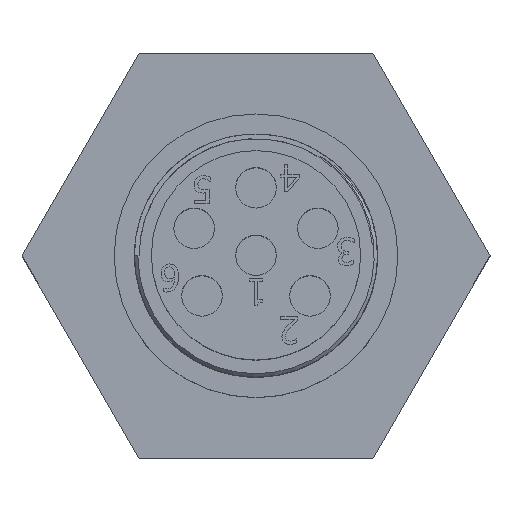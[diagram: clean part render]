
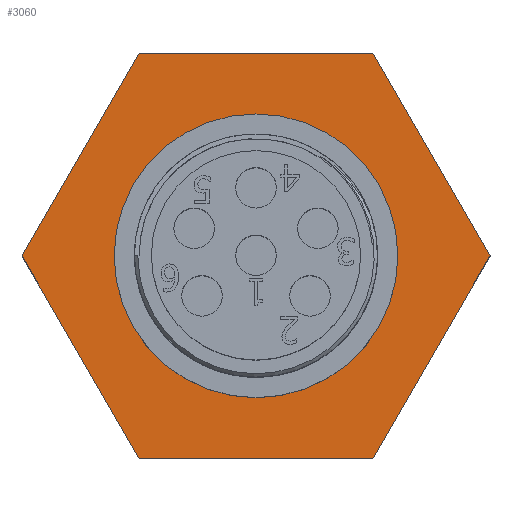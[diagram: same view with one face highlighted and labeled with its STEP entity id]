
A CAD part, top view. The second image highlights one B-rep face of the part: STEP entity #3060.
In plain terms, the highlighted planar face has unit normal (0, 0, 1).
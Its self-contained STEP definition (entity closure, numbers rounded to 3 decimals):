
#116=FACE_BOUND($,#638,.T.);
#157=CIRCLE($,#3208,10.5);
#244=PLANE($,#3211);
#416=FACE_OUTER_BOUND($,#637,.T.);
#637=EDGE_LOOP($,(#2807,#2808,#2809,#2810,#2811,#2812));
#638=EDGE_LOOP($,(#2813));
#859=LINE($,#7657,#1095);
#862=LINE($,#7663,#1098);
#865=LINE($,#7669,#1101);
#868=LINE($,#7675,#1104);
#872=LINE($,#7682,#1108);
#874=LINE($,#7685,#1110);
#1095=VECTOR($,#3600,17.321);
#1098=VECTOR($,#3605,17.321);
#1101=VECTOR($,#3610,17.321);
#1104=VECTOR($,#3615,17.321);
#1108=VECTOR($,#3621,17.321);
#1110=VECTOR($,#3625,17.321);
#1514=VERTEX_POINT($,#7654);
#1515=VERTEX_POINT($,#7656);
#1517=VERTEX_POINT($,#7662);
#1519=VERTEX_POINT($,#7668);
#1521=VERTEX_POINT($,#7674);
#1523=VERTEX_POINT($,#7680);
#1547=VERTEX_POINT($,#7765);
#1930=EDGE_CURVE($,#1515,#1514,#859,.T.);
#1933=EDGE_CURVE($,#1517,#1515,#862,.T.);
#1936=EDGE_CURVE($,#1519,#1517,#865,.T.);
#1939=EDGE_CURVE($,#1521,#1519,#868,.T.);
#1943=EDGE_CURVE($,#1514,#1523,#872,.T.);
#1945=EDGE_CURVE($,#1523,#1521,#874,.T.);
#1969=EDGE_CURVE($,#1547,#1547,#157,.T.);
#2807=ORIENTED_EDGE($,*,*,#1939,.T.);
#2808=ORIENTED_EDGE($,*,*,#1936,.T.);
#2809=ORIENTED_EDGE($,*,*,#1933,.T.);
#2810=ORIENTED_EDGE($,*,*,#1930,.T.);
#2811=ORIENTED_EDGE($,*,*,#1943,.T.);
#2812=ORIENTED_EDGE($,*,*,#1945,.T.);
#2813=ORIENTED_EDGE($,*,*,#1969,.T.);
#3060=ADVANCED_FACE($,(#416,#116),#244,.T.);
#3208=AXIS2_PLACEMENT_3D($,#7766,#3738,#3739);
#3211=AXIS2_PLACEMENT_3D($,#7769,#3744,#3745);
#3600=DIRECTION($,(0.5,-0.866,0.));
#3605=DIRECTION($,(-0.5,-0.866,0.));
#3610=DIRECTION($,(-1.,0.,0.));
#3615=DIRECTION($,(-0.5,0.866,0.));
#3621=DIRECTION($,(1.,0.,0.));
#3625=DIRECTION($,(0.5,0.866,0.));
#3738=DIRECTION('center_axis',(0.,0.,-1.));
#3739=DIRECTION('ref_axis',(-1.,0.,0.));
#3744=DIRECTION('center_axis',(0.,0.,1.));
#3745=DIRECTION('ref_axis',(1.,0.,0.));
#7654=CARTESIAN_POINT('',(-8.66,-15.,3.95));
#7656=CARTESIAN_POINT('',(-17.321,0.,3.95));
#7657=CARTESIAN_POINT($,(-15.155,-3.75,3.95));
#7662=CARTESIAN_POINT('',(-8.66,15.,3.95));
#7663=CARTESIAN_POINT($,(-10.825,11.25,3.95));
#7668=CARTESIAN_POINT('',(8.66,15.,3.95));
#7669=CARTESIAN_POINT($,(4.33,15.,3.95));
#7674=CARTESIAN_POINT('',(17.321,0.,3.95));
#7675=CARTESIAN_POINT($,(15.155,3.75,3.95));
#7680=CARTESIAN_POINT('',(8.66,-15.,3.95));
#7682=CARTESIAN_POINT($,(-4.33,-15.,3.95));
#7685=CARTESIAN_POINT($,(10.825,-11.25,3.95));
#7765=CARTESIAN_POINT('',(10.5,0.,3.95));
#7766=CARTESIAN_POINT('Origin',(0.,0.,3.95));
#7769=CARTESIAN_POINT('Origin',(0.,0.,
3.95));
